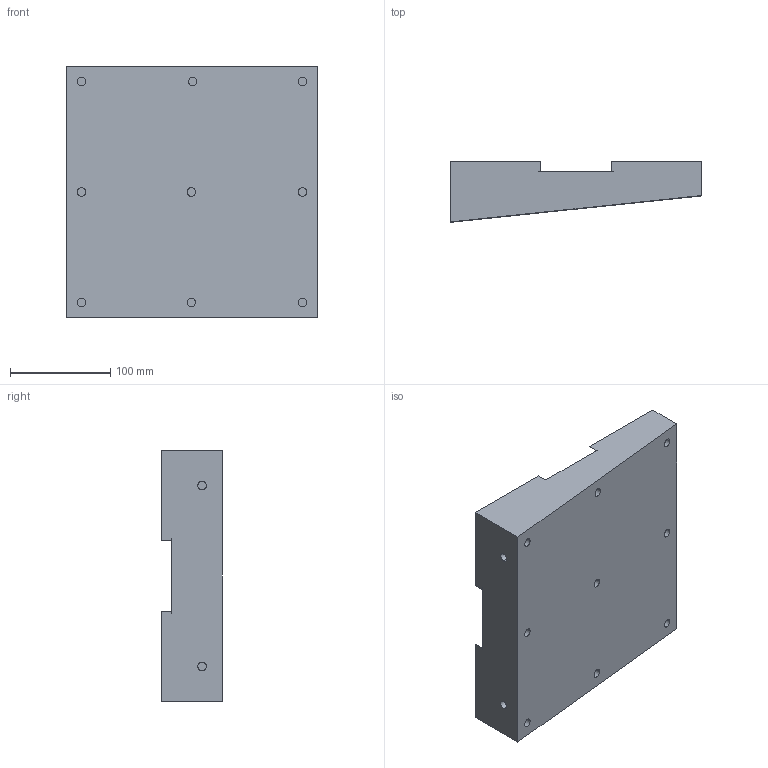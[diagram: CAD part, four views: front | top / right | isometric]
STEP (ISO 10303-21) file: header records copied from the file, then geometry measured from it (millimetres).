
FILE_DESCRIPTION (( 'STEP AP203' ), '1' );
FILE_NAME ('CALLE CAMION LAURENT.STEP', '2024-01-31T09:58:38', ( '' ), ( '' ), 'SwSTEP 2.0', 'SolidWorks 2020', '' );
FILE_SCHEMA (( 'CONFIG_CONTROL_DESIGN' ));
Length unit declared in the file: millimetre
Products named in the file (1): CALLE CAMION LAURENT
Bounding box: 250 x 60 x 250 mm (x, y, z)
Volume: 2395075.2 mm3; surface area: 180485.7 mm2
Topology: 1 solids, 1 shells, 47 faces, 102 edges, 68 vertices
Faces by surface type: plane 21, bspline 18, cylinder 8
Entity records: 1439 total; most frequent: CARTESIAN_POINT 344, DIRECTION 214, ORIENTED_EDGE 204, EDGE_CURVE 102, AXIS2_PLACEMENT_3D 82, VERTEX_POINT 68, EDGE_LOOP 58, CIRCLE 52
